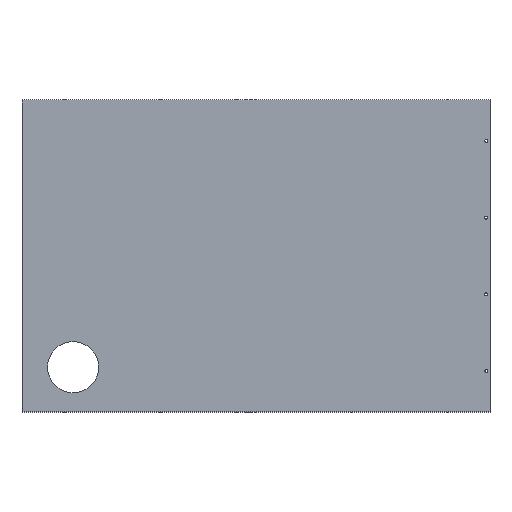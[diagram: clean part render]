
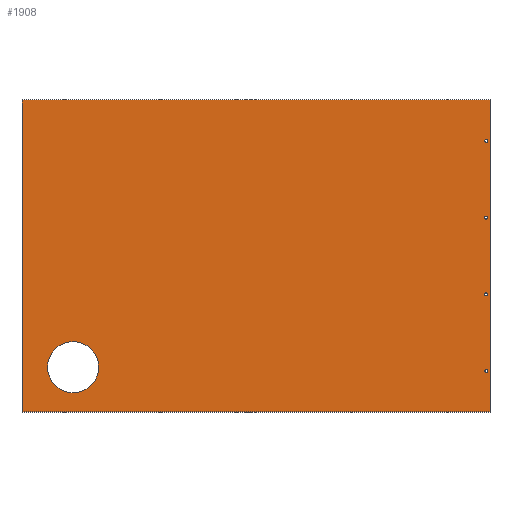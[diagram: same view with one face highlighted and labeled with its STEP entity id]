
A CAD part, top view. The second image highlights one B-rep face of the part: STEP entity #1908.
In plain terms, the highlighted planar face has unit normal (0, 0, 1).
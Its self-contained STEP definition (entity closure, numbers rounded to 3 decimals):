
#12 = VERTEX_POINT ( 'NONE', #2168 ) ;
#30 = DIRECTION ( 'NONE',  ( -1., 0., 0. ) ) ;
#45 = EDGE_CURVE ( 'NONE', #663, #1237, #1095, .T. ) ;
#46 = CARTESIAN_POINT ( 'NONE',  ( -366., -244., 12. ) ) ;
#136 = EDGE_CURVE ( 'NONE', #273, #12, #1240, .T. ) ;
#139 = PLANE ( 'NONE',  #2164 ) ;
#165 = CARTESIAN_POINT ( 'NONE',  ( 0., 0., 12. ) ) ;
#213 = ORIENTED_EDGE ( 'NONE', *, *, #2028, .T. ) ;
#226 = VERTEX_POINT ( 'NONE', #2007 ) ;
#237 = VERTEX_POINT ( 'NONE', #505 ) ;
#270 = FACE_BOUND ( 'NONE', #1390, .T. ) ;
#273 = VERTEX_POINT ( 'NONE', #1834 ) ;
#279 = DIRECTION ( 'NONE',  ( 0., 1., 0. ) ) ;
#286 = EDGE_LOOP ( 'NONE', ( #2426, #569 ) ) ;
#290 = AXIS2_PLACEMENT_3D ( 'NONE', #2247, #348, #1875 ) ;
#317 = CARTESIAN_POINT ( 'NONE',  ( 357.75, 180., 12. ) ) ;
#345 = DIRECTION ( 'NONE',  ( 0., 0., -1. ) ) ;
#348 = DIRECTION ( 'NONE',  ( 0., 0., -1. ) ) ;
#364 = DIRECTION ( 'NONE',  ( 0., 0., -1. ) ) ;
#369 = EDGE_LOOP ( 'NONE', ( #213, #907 ) ) ;
#372 = CIRCLE ( 'NONE', #608, 2.25 ) ;
#373 = VECTOR ( 'NONE', #877, 1000. ) ;
#384 = CARTESIAN_POINT ( 'NONE',  ( 360., 60., 12. ) ) ;
#416 = ORIENTED_EDGE ( 'NONE', *, *, #1577, .T. ) ;
#450 = FACE_BOUND ( 'NONE', #286, .T. ) ;
#466 = CARTESIAN_POINT ( 'NONE',  ( 357.75, -60., 12. ) ) ;
#495 = VERTEX_POINT ( 'NONE', #46 ) ;
#501 = VERTEX_POINT ( 'NONE', #1552 ) ;
#505 = CARTESIAN_POINT ( 'NONE',  ( 362.25, -180., 12. ) ) ;
#520 = DIRECTION ( 'NONE',  ( -1., 0., 0. ) ) ;
#540 = ORIENTED_EDGE ( 'NONE', *, *, #1198, .T. ) ;
#543 = CARTESIAN_POINT ( 'NONE',  ( 366., -244., 12. ) ) ;
#569 = ORIENTED_EDGE ( 'NONE', *, *, #1581, .T. ) ;
#608 = AXIS2_PLACEMENT_3D ( 'NONE', #701, #345, #2240 ) ;
#610 = CARTESIAN_POINT ( 'NONE',  ( -326., -174., 12. ) ) ;
#625 = DIRECTION ( 'NONE',  ( 0., 0., -1. ) ) ;
#633 = FACE_BOUND ( 'NONE', #1888, .T. ) ;
#663 = VERTEX_POINT ( 'NONE', #1618 ) ;
#701 = CARTESIAN_POINT ( 'NONE',  ( 360., -60., 12. ) ) ;
#714 = DIRECTION ( 'NONE',  ( 1., 0., 0. ) ) ;
#737 = CARTESIAN_POINT ( 'NONE',  ( 366., -244., 12. ) ) ;
#757 = CARTESIAN_POINT ( 'NONE',  ( 360., 180., 12. ) ) ;
#781 = ORIENTED_EDGE ( 'NONE', *, *, #1648, .T. ) ;
#863 = LINE ( 'NONE', #2029, #373 ) ;
#872 = VERTEX_POINT ( 'NONE', #1907 ) ;
#877 = DIRECTION ( 'NONE',  ( 0., -1., 0. ) ) ;
#900 = CARTESIAN_POINT ( 'NONE',  ( -286., -174., 12. ) ) ;
#907 = ORIENTED_EDGE ( 'NONE', *, *, #1941, .T. ) ;
#950 = EDGE_CURVE ( 'NONE', #1505, #495, #863, .T. ) ;
#957 = DIRECTION ( 'NONE',  ( 0., 0., -1. ) ) ;
#989 = DIRECTION ( 'NONE',  ( -1., 0., 0. ) ) ;
#997 = LINE ( 'NONE', #1351, #2126 ) ;
#1004 = CIRCLE ( 'NONE', #1246, 2.25 ) ;
#1012 = EDGE_CURVE ( 'NONE', #12, #273, #1004, .T. ) ;
#1095 = CIRCLE ( 'NONE', #1140, 2.25 ) ;
#1135 = LINE ( 'NONE', #737, #1730 ) ;
#1140 = AXIS2_PLACEMENT_3D ( 'NONE', #1205, #625, #989 ) ;
#1147 = DIRECTION ( 'NONE',  ( 0., 0., -1. ) ) ;
#1198 = EDGE_CURVE ( 'NONE', #2206, #226, #1251, .T. ) ;
#1205 = CARTESIAN_POINT ( 'NONE',  ( 360., 180., 12. ) ) ;
#1218 = FACE_BOUND ( 'NONE', #369, .T. ) ;
#1224 = CARTESIAN_POINT ( 'NONE',  ( 360., -60., 12. ) ) ;
#1237 = VERTEX_POINT ( 'NONE', #317 ) ;
#1240 = CIRCLE ( 'NONE', #2161, 2.25 ) ;
#1245 = AXIS2_PLACEMENT_3D ( 'NONE', #1224, #1989, #1815 ) ;
#1246 = AXIS2_PLACEMENT_3D ( 'NONE', #384, #957, #1743 ) ;
#1251 = LINE ( 'NONE', #1801, #2195 ) ;
#1262 = EDGE_CURVE ( 'NONE', #1439, #1319, #1487, .T. ) ;
#1265 = DIRECTION ( 'NONE',  ( 0., 0., 1. ) ) ;
#1269 = ORIENTED_EDGE ( 'NONE', *, *, #45, .T. ) ;
#1314 = CARTESIAN_POINT ( 'NONE',  ( -246., -174., 12. ) ) ;
#1319 = VERTEX_POINT ( 'NONE', #1314 ) ;
#1351 = CARTESIAN_POINT ( 'NONE',  ( 366., 244., 12. ) ) ;
#1376 = ORIENTED_EDGE ( 'NONE', *, *, #136, .T. ) ;
#1390 = EDGE_LOOP ( 'NONE', ( #416, #1269 ) ) ;
#1427 = ORIENTED_EDGE ( 'NONE', *, *, #950, .T. ) ;
#1439 = VERTEX_POINT ( 'NONE', #610 ) ;
#1462 = EDGE_CURVE ( 'NONE', #872, #237, #1566, .T. ) ;
#1465 = DIRECTION ( 'NONE',  ( -1., 0., 0. ) ) ;
#1487 = CIRCLE ( 'NONE', #1890, 40. ) ;
#1492 = CIRCLE ( 'NONE', #290, 40. ) ;
#1503 = DIRECTION ( 'NONE',  ( -1., 0., 0. ) ) ;
#1505 = VERTEX_POINT ( 'NONE', #2111 ) ;
#1522 = DIRECTION ( 'NONE',  ( 0., 0., -1. ) ) ;
#1531 = CIRCLE ( 'NONE', #1652, 2.25 ) ;
#1543 = EDGE_CURVE ( 'NONE', #495, #2206, #1135, .T. ) ;
#1552 = CARTESIAN_POINT ( 'NONE',  ( 362.25, -60., 12. ) ) ;
#1566 = CIRCLE ( 'NONE', #2451, 2.25 ) ;
#1577 = EDGE_CURVE ( 'NONE', #1237, #663, #1894, .T. ) ;
#1581 = EDGE_CURVE ( 'NONE', #237, #872, #1531, .T. ) ;
#1618 = CARTESIAN_POINT ( 'NONE',  ( 362.25, 180., 12. ) ) ;
#1633 = EDGE_CURVE ( 'NONE', #1319, #1439, #1492, .T. ) ;
#1641 = EDGE_LOOP ( 'NONE', ( #1376, #2329 ) ) ;
#1648 = EDGE_CURVE ( 'NONE', #226, #1505, #997, .T. ) ;
#1652 = AXIS2_PLACEMENT_3D ( 'NONE', #2075, #1522, #520 ) ;
#1688 = CARTESIAN_POINT ( 'NONE',  ( 360., 60., 12. ) ) ;
#1730 = VECTOR ( 'NONE', #2272, 1000. ) ;
#1743 = DIRECTION ( 'NONE',  ( -1., 0., 0. ) ) ;
#1757 = CARTESIAN_POINT ( 'NONE',  ( 360., -180., 12. ) ) ;
#1766 = DIRECTION ( 'NONE',  ( -1., 0., 0. ) ) ;
#1801 = CARTESIAN_POINT ( 'NONE',  ( 366., -244., 12. ) ) ;
#1815 = DIRECTION ( 'NONE',  ( -1., 0., 0. ) ) ;
#1834 = CARTESIAN_POINT ( 'NONE',  ( 357.75, 60., 12. ) ) ;
#1875 = DIRECTION ( 'NONE',  ( -1., 0., 0. ) ) ;
#1888 = EDGE_LOOP ( 'NONE', ( #2233, #2118 ) ) ;
#1890 = AXIS2_PLACEMENT_3D ( 'NONE', #900, #364, #1465 ) ;
#1894 = CIRCLE ( 'NONE', #2246, 2.25 ) ;
#1907 = CARTESIAN_POINT ( 'NONE',  ( 357.75, -180., 12. ) ) ;
#1908 = ADVANCED_FACE ( 'NONE', ( #633, #450, #1218, #1982, #270, #2366 ), #139, .T. ) ;
#1941 = EDGE_CURVE ( 'NONE', #501, #2153, #372, .T. ) ;
#1982 = FACE_BOUND ( 'NONE', #1641, .T. ) ;
#1989 = DIRECTION ( 'NONE',  ( 0., 0., -1. ) ) ;
#2007 = CARTESIAN_POINT ( 'NONE',  ( 366., 244., 12. ) ) ;
#2028 = EDGE_CURVE ( 'NONE', #2153, #501, #2408, .T. ) ;
#2029 = CARTESIAN_POINT ( 'NONE',  ( -366., -244., 12. ) ) ;
#2075 = CARTESIAN_POINT ( 'NONE',  ( 360., -180., 12. ) ) ;
#2111 = CARTESIAN_POINT ( 'NONE',  ( -366., 244., 12. ) ) ;
#2118 = ORIENTED_EDGE ( 'NONE', *, *, #1633, .T. ) ;
#2126 = VECTOR ( 'NONE', #30, 1000. ) ;
#2153 = VERTEX_POINT ( 'NONE', #466 ) ;
#2161 = AXIS2_PLACEMENT_3D ( 'NONE', #1688, #2392, #2421 ) ;
#2164 = AXIS2_PLACEMENT_3D ( 'NONE', #165, #1265, #714 ) ;
#2168 = CARTESIAN_POINT ( 'NONE',  ( 362.25, 60., 12. ) ) ;
#2195 = VECTOR ( 'NONE', #279, 1000. ) ;
#2206 = VERTEX_POINT ( 'NONE', #543 ) ;
#2233 = ORIENTED_EDGE ( 'NONE', *, *, #1262, .T. ) ;
#2240 = DIRECTION ( 'NONE',  ( -1., 0., 0. ) ) ;
#2246 = AXIS2_PLACEMENT_3D ( 'NONE', #757, #1147, #1503 ) ;
#2247 = CARTESIAN_POINT ( 'NONE',  ( -286., -174., 12. ) ) ;
#2272 = DIRECTION ( 'NONE',  ( 1., 0., 0. ) ) ;
#2306 = EDGE_LOOP ( 'NONE', ( #1427, #2432, #540, #781 ) ) ;
#2312 = DIRECTION ( 'NONE',  ( 0., 0., -1. ) ) ;
#2329 = ORIENTED_EDGE ( 'NONE', *, *, #1012, .T. ) ;
#2366 = FACE_OUTER_BOUND ( 'NONE', #2306, .T. ) ;
#2392 = DIRECTION ( 'NONE',  ( 0., 0., -1. ) ) ;
#2408 = CIRCLE ( 'NONE', #1245, 2.25 ) ;
#2421 = DIRECTION ( 'NONE',  ( -1., 0., 0. ) ) ;
#2426 = ORIENTED_EDGE ( 'NONE', *, *, #1462, .T. ) ;
#2432 = ORIENTED_EDGE ( 'NONE', *, *, #1543, .T. ) ;
#2451 = AXIS2_PLACEMENT_3D ( 'NONE', #1757, #2312, #1766 ) ;
